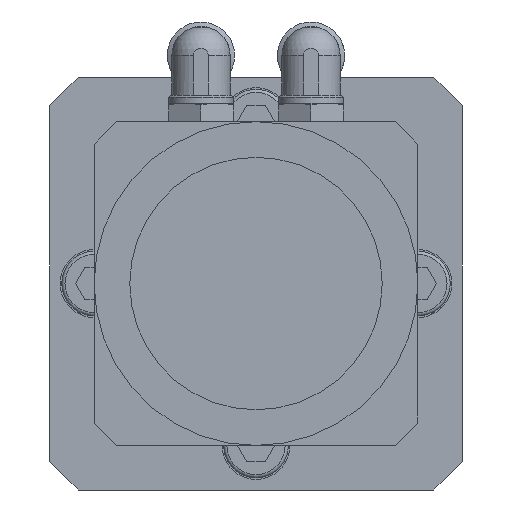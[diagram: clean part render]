
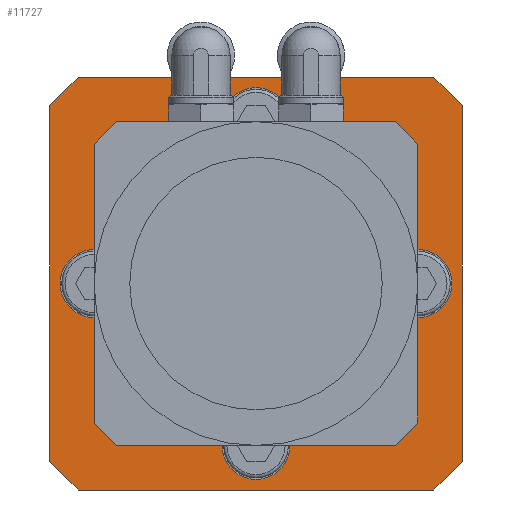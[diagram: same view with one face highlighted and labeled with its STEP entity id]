
A CAD part, front view. The second image highlights one B-rep face of the part: STEP entity #11727.
In plain terms, the highlighted face is planar.
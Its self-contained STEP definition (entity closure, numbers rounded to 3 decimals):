
#465=FACE_BOUND('',#2205,.T.);
#466=FACE_BOUND('',#2206,.T.);
#467=FACE_BOUND('',#2207,.T.);
#468=FACE_BOUND('',#2208,.T.);
#469=FACE_BOUND('',#2209,.T.);
#470=FACE_BOUND('',#2210,.T.);
#471=FACE_BOUND('',#2211,.T.);
#472=FACE_BOUND('',#2212,.T.);
#473=FACE_BOUND('',#2213,.T.);
#474=FACE_BOUND('',#2214,.T.);
#475=FACE_BOUND('',#2215,.T.);
#476=FACE_BOUND('',#2216,.T.);
#477=FACE_BOUND('',#2217,.T.);
#843=PLANE('',#13004);
#1448=FACE_OUTER_BOUND('',#2204,.T.);
#2204=EDGE_LOOP('',(#10580,#10581,#10582,#10583,#10584,#10585,#10586,#10587));
#2205=EDGE_LOOP('',(#10588));
#2206=EDGE_LOOP('',(#10589));
#2207=EDGE_LOOP('',(#10590));
#2208=EDGE_LOOP('',(#10591));
#2209=EDGE_LOOP('',(#10592));
#2210=EDGE_LOOP('',(#10593));
#2211=EDGE_LOOP('',(#10594));
#2212=EDGE_LOOP('',(#10595));
#2213=EDGE_LOOP('',(#10596));
#2214=EDGE_LOOP('',(#10597));
#2215=EDGE_LOOP('',(#10598));
#2216=EDGE_LOOP('',(#10599));
#2217=EDGE_LOOP('',(#10600));
#3361=LINE('',#19544,#4516);
#3364=LINE('',#19549,#4519);
#3365=LINE('',#19551,#4520);
#3366=LINE('',#19553,#4521);
#3367=LINE('',#19555,#4522);
#3368=LINE('',#19557,#4523);
#3369=LINE('',#19559,#4524);
#3370=LINE('',#19560,#4525);
#4516=VECTOR('',#16080,10.);
#4519=VECTOR('',#16085,10.);
#4520=VECTOR('',#16086,10.);
#4521=VECTOR('',#16087,10.);
#4522=VECTOR('',#16088,10.);
#4523=VECTOR('',#16089,10.);
#4524=VECTOR('',#16090,10.);
#4525=VECTOR('',#16091,10.);
#4959=CIRCLE('',#12918,5.25);
#4963=CIRCLE('',#12925,5.25);
#4966=CIRCLE('',#12930,5.25);
#4969=CIRCLE('',#12935,5.25);
#4992=CIRCLE('',#12984,4.5);
#4993=CIRCLE('',#12986,4.5);
#4994=CIRCLE('',#12988,4.5);
#4995=CIRCLE('',#12990,4.5);
#4996=CIRCLE('',#12994,2.05);
#4997=CIRCLE('',#12996,2.05);
#4998=CIRCLE('',#12998,2.05);
#4999=CIRCLE('',#13001,2.05);
#5000=CIRCLE('',#13005,9.);
#5908=VERTEX_POINT('',#19267);
#5912=VERTEX_POINT('',#19280);
#5915=VERTEX_POINT('',#19289);
#5918=VERTEX_POINT('',#19298);
#5997=VERTEX_POINT('',#19502);
#5998=VERTEX_POINT('',#19506);
#5999=VERTEX_POINT('',#19510);
#6000=VERTEX_POINT('',#19514);
#6001=VERTEX_POINT('',#19522);
#6002=VERTEX_POINT('',#19526);
#6003=VERTEX_POINT('',#19530);
#6004=VERTEX_POINT('',#19536);
#6005=VERTEX_POINT('',#19542);
#6006=VERTEX_POINT('',#19543);
#6007=VERTEX_POINT('',#19548);
#6008=VERTEX_POINT('',#19550);
#6009=VERTEX_POINT('',#19552);
#6010=VERTEX_POINT('',#19554);
#6011=VERTEX_POINT('',#19556);
#6012=VERTEX_POINT('',#19558);
#6013=VERTEX_POINT('',#19561);
#7428=EDGE_CURVE('',#5908,#5908,#4959,.T.);
#7434=EDGE_CURVE('',#5912,#5912,#4963,.T.);
#7438=EDGE_CURVE('',#5915,#5915,#4966,.T.);
#7442=EDGE_CURVE('',#5918,#5918,#4969,.T.);
#7541=EDGE_CURVE('',#5997,#5997,#4992,.T.);
#7543=EDGE_CURVE('',#5998,#5998,#4993,.T.);
#7545=EDGE_CURVE('',#5999,#5999,#4994,.T.);
#7547=EDGE_CURVE('',#6000,#6000,#4995,.T.);
#7551=EDGE_CURVE('',#6001,#6001,#4996,.T.);
#7553=EDGE_CURVE('',#6002,#6002,#4997,.T.);
#7555=EDGE_CURVE('',#6003,#6003,#4998,.T.);
#7558=EDGE_CURVE('',#6004,#6004,#4999,.T.);
#7561=EDGE_CURVE('',#6005,#6006,#3361,.T.);
#7564=EDGE_CURVE('',#6005,#6007,#3364,.T.);
#7565=EDGE_CURVE('',#6007,#6008,#3365,.T.);
#7566=EDGE_CURVE('',#6008,#6009,#3366,.T.);
#7567=EDGE_CURVE('',#6009,#6010,#3367,.T.);
#7568=EDGE_CURVE('',#6010,#6011,#3368,.T.);
#7569=EDGE_CURVE('',#6011,#6012,#3369,.T.);
#7570=EDGE_CURVE('',#6012,#6006,#3370,.T.);
#7571=EDGE_CURVE('',#6013,#6013,#5000,.T.);
#10580=ORIENTED_EDGE('',*,*,#7561,.F.);
#10581=ORIENTED_EDGE('',*,*,#7564,.T.);
#10582=ORIENTED_EDGE('',*,*,#7565,.T.);
#10583=ORIENTED_EDGE('',*,*,#7566,.T.);
#10584=ORIENTED_EDGE('',*,*,#7567,.T.);
#10585=ORIENTED_EDGE('',*,*,#7568,.T.);
#10586=ORIENTED_EDGE('',*,*,#7569,.T.);
#10587=ORIENTED_EDGE('',*,*,#7570,.T.);
#10588=ORIENTED_EDGE('',*,*,#7428,.T.);
#10589=ORIENTED_EDGE('',*,*,#7571,.T.);
#10590=ORIENTED_EDGE('',*,*,#7434,.T.);
#10591=ORIENTED_EDGE('',*,*,#7438,.T.);
#10592=ORIENTED_EDGE('',*,*,#7442,.T.);
#10593=ORIENTED_EDGE('',*,*,#7541,.T.);
#10594=ORIENTED_EDGE('',*,*,#7543,.T.);
#10595=ORIENTED_EDGE('',*,*,#7545,.T.);
#10596=ORIENTED_EDGE('',*,*,#7547,.T.);
#10597=ORIENTED_EDGE('',*,*,#7551,.T.);
#10598=ORIENTED_EDGE('',*,*,#7553,.T.);
#10599=ORIENTED_EDGE('',*,*,#7555,.T.);
#10600=ORIENTED_EDGE('',*,*,#7558,.T.);
#11727=ADVANCED_FACE('',(#1448,#465,#466,#467,#468,#469,#470,#471,#472,
#473,#474,#475,#476,#477),#843,.T.);
#12918=AXIS2_PLACEMENT_3D('',#19268,#15816,#15817);
#12925=AXIS2_PLACEMENT_3D('',#19281,#15832,#15833);
#12930=AXIS2_PLACEMENT_3D('',#19290,#15843,#15844);
#12935=AXIS2_PLACEMENT_3D('',#19299,#15854,#15855);
#12984=AXIS2_PLACEMENT_3D('',#19503,#16028,#16029);
#12986=AXIS2_PLACEMENT_3D('',#19507,#16033,#16034);
#12988=AXIS2_PLACEMENT_3D('',#19511,#16038,#16039);
#12990=AXIS2_PLACEMENT_3D('',#19515,#16043,#16044);
#12994=AXIS2_PLACEMENT_3D('',#19523,#16054,#16055);
#12996=AXIS2_PLACEMENT_3D('',#19527,#16059,#16060);
#12998=AXIS2_PLACEMENT_3D('',#19531,#16064,#16065);
#13001=AXIS2_PLACEMENT_3D('',#19537,#16072,#16073);
#13004=AXIS2_PLACEMENT_3D('',#19547,#16083,#16084);
#13005=AXIS2_PLACEMENT_3D('',#19562,#16092,#16093);
#15816=DIRECTION('center_axis',(0.,0.,-1.));
#15817=DIRECTION('ref_axis',(1.,0.,0.));
#15832=DIRECTION('center_axis',(0.,0.,-1.));
#15833=DIRECTION('ref_axis',(1.,0.,0.));
#15843=DIRECTION('center_axis',(0.,0.,-1.));
#15844=DIRECTION('ref_axis',(1.,0.,0.));
#15854=DIRECTION('center_axis',(0.,0.,-1.));
#15855=DIRECTION('ref_axis',(1.,0.,0.));
#16028=DIRECTION('center_axis',(0.,0.,-1.));
#16029=DIRECTION('ref_axis',(1.,0.,0.));
#16033=DIRECTION('center_axis',(0.,0.,-1.));
#16034=DIRECTION('ref_axis',(1.,0.,0.));
#16038=DIRECTION('center_axis',(0.,0.,-1.));
#16039=DIRECTION('ref_axis',(1.,0.,0.));
#16043=DIRECTION('center_axis',(0.,0.,-1.));
#16044=DIRECTION('ref_axis',(1.,0.,0.));
#16054=DIRECTION('center_axis',(0.,0.,-1.));
#16055=DIRECTION('ref_axis',(1.,0.,0.));
#16059=DIRECTION('center_axis',(0.,0.,-1.));
#16060=DIRECTION('ref_axis',(1.,0.,0.));
#16064=DIRECTION('center_axis',(0.,0.,-1.));
#16065=DIRECTION('ref_axis',(1.,0.,0.));
#16072=DIRECTION('center_axis',(0.,0.,-1.));
#16073=DIRECTION('ref_axis',(1.,0.,0.));
#16080=DIRECTION('',(0.,-1.,0.));
#16083=DIRECTION('center_axis',(0.,0.,1.));
#16084=DIRECTION('ref_axis',(1.,0.,0.));
#16085=DIRECTION('',(-0.707,0.707,0.));
#16086=DIRECTION('',(-1.,0.,0.));
#16087=DIRECTION('',(-0.707,-0.707,0.));
#16088=DIRECTION('',(0.,-1.,0.));
#16089=DIRECTION('',(0.707,-0.707,0.));
#16090=DIRECTION('',(1.,0.,0.));
#16091=DIRECTION('',(0.707,0.707,0.));
#16092=DIRECTION('center_axis',(0.,0.,-1.));
#16093=DIRECTION('ref_axis',(-1.,0.,0.));
#19267=CARTESIAN_POINT('',(19.75,0.,7.5));
#19268=CARTESIAN_POINT('Origin',(25.,0.,7.5));
#19280=CARTESIAN_POINT('',(-30.25,0.,7.5));
#19281=CARTESIAN_POINT('Origin',(-25.,0.,7.5));
#19289=CARTESIAN_POINT('',(-5.25,-25.,7.5));
#19290=CARTESIAN_POINT('Origin',(0.,-25.,7.5));
#19298=CARTESIAN_POINT('',(-5.25,25.,7.5));
#19299=CARTESIAN_POINT('Origin',(0.,25.,7.5));
#19502=CARTESIAN_POINT('',(-15.637,-11.137,7.5));
#19503=CARTESIAN_POINT('Origin',(-11.137,-11.137,7.5));
#19506=CARTESIAN_POINT('',(6.637,11.137,7.5));
#19507=CARTESIAN_POINT('Origin',(11.137,11.137,7.5));
#19510=CARTESIAN_POINT('',(6.637,-11.137,7.5));
#19511=CARTESIAN_POINT('Origin',(11.137,-11.137,7.5));
#19514=CARTESIAN_POINT('',(-15.637,11.137,7.5));
#19515=CARTESIAN_POINT('Origin',(-11.137,11.137,7.5));
#19522=CARTESIAN_POINT('',(-21.05,-19.,7.5));
#19523=CARTESIAN_POINT('Origin',(-19.,-19.,7.5));
#19526=CARTESIAN_POINT('',(16.95,19.,7.5));
#19527=CARTESIAN_POINT('Origin',(19.,19.,7.5));
#19530=CARTESIAN_POINT('',(-21.05,19.,7.5));
#19531=CARTESIAN_POINT('Origin',(-19.,19.,7.5));
#19536=CARTESIAN_POINT('',(16.95,-19.,7.5));
#19537=CARTESIAN_POINT('Origin',(19.,-19.,7.5));
#19542=CARTESIAN_POINT('',(31.884,27.473,7.5));
#19543=CARTESIAN_POINT('',(31.884,-27.473,7.5));
#19544=CARTESIAN_POINT('',(31.884,32.5,7.5));
#19547=CARTESIAN_POINT('Origin',(0.,0.,7.5));
#19548=CARTESIAN_POINT('',(27.472,31.884,7.5));
#19549=CARTESIAN_POINT('',(27.472,31.884,7.5));
#19550=CARTESIAN_POINT('',(-27.472,31.884,7.5));
#19551=CARTESIAN_POINT('',(-3.149,31.884,7.5));
#19552=CARTESIAN_POINT('',(-31.884,27.472,7.5));
#19553=CARTESIAN_POINT('',(-31.884,27.472,7.5));
#19554=CARTESIAN_POINT('',(-31.884,-27.472,7.5));
#19555=CARTESIAN_POINT('',(-31.884,-3.149,7.5));
#19556=CARTESIAN_POINT('',(-27.472,-31.884,7.5));
#19557=CARTESIAN_POINT('',(-27.472,-31.884,7.5));
#19558=CARTESIAN_POINT('',(27.472,-31.884,7.5));
#19559=CARTESIAN_POINT('',(3.149,-31.884,7.5));
#19560=CARTESIAN_POINT('',(31.884,-27.473,7.5));
#19561=CARTESIAN_POINT('',(9.,0.,7.5));
#19562=CARTESIAN_POINT('Origin',(0.,0.,7.5));
